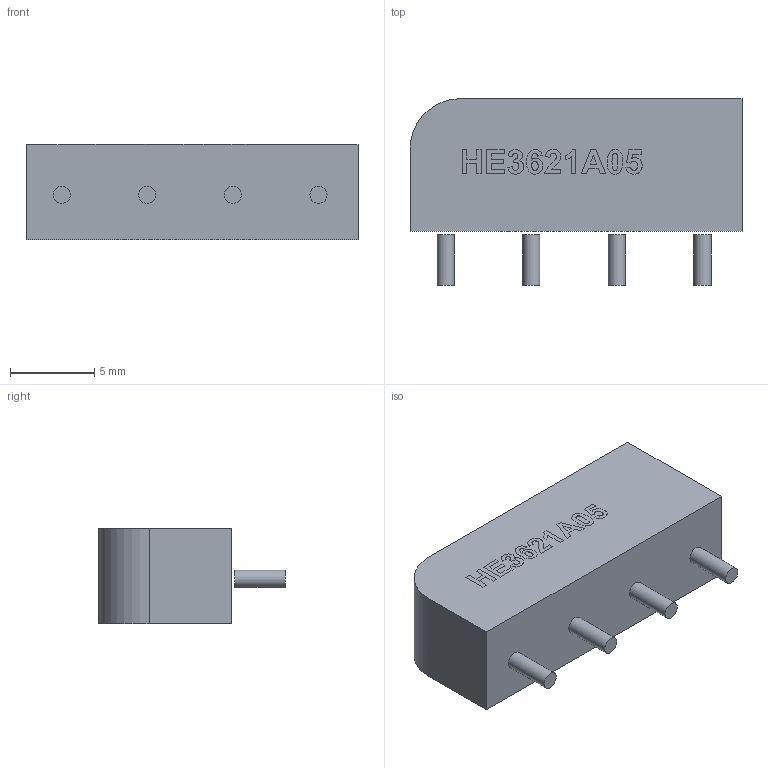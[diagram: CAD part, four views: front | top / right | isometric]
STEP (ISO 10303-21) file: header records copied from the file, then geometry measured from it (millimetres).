
FILE_DESCRIPTION(/* description */ (''),/* implementation_level */ '2;1');
FILE_NAME(/* name */ 'NEW_HE3621A0510.step',/* time_stamp */ '2020-02-28T08:04:13+01:00',/* author */ (''),/* organization */ (''),/* preprocessor_version */ 'ST-DEVELOPER v15.2',/* originating_system */ 'Autodesk Translator Framework v2.0.0.5431',/* authorisation */ '');
FILE_SCHEMA (('AUTOMOTIVE_DESIGN { 1 0 10303 214 3 1 1 }'));
Length unit declared in the file: centimetre
Products named in the file (1): (Unsaved)
Bounding box: 19.7 x 11.07 x 5.67 mm (x, y, z)
Volume: 879.5 mm3; surface area: 784.5 mm2
Topology: 10 solids, 15 shells, 191 faces, 500 edges, 334 vertices
Faces by surface type: bspline 102, plane 84, cylinder 5
Full cylindrical faces by diameter (mm): 1.02 x4
Entity records: 6795 total; most frequent: CARTESIAN_POINT 2756, ORIENTED_EDGE 986, EDGE_CURVE 496, DIRECTION 482, VERTEX_POINT 334, LINE 282, VECTOR 282, B_SPLINE_CURVE_WITH_KNOTS 204
